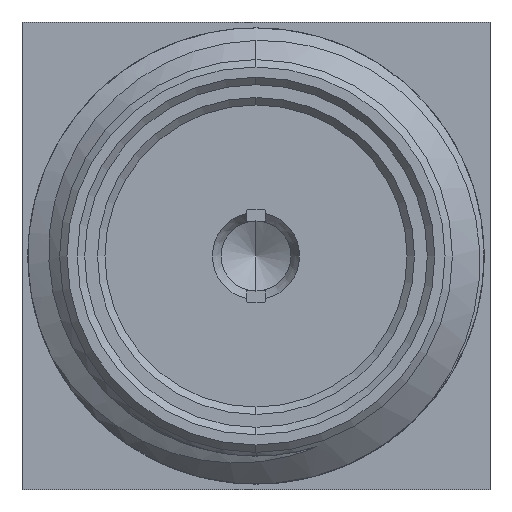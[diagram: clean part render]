
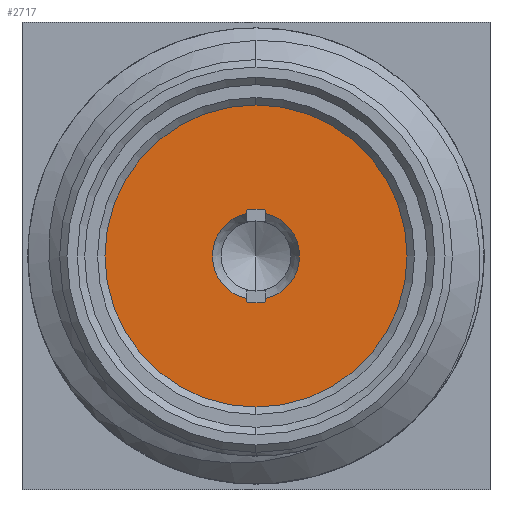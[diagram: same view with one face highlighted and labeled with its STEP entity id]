
A CAD part, left-side view. The second image highlights one B-rep face of the part: STEP entity #2717.
In plain terms, the highlighted planar face has unit normal (-1, 0, 0).
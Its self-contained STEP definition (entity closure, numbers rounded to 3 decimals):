
#47=CARTESIAN_POINT('',(2.03,3.281,-3.28));
#48=DIRECTION('',(-1.,0.,0.));
#49=DIRECTION('',(0.,0.,-1.));
#50=AXIS2_PLACEMENT_3D('',#47,#48,#49);
#56=CARTESIAN_POINT('',(2.03,3.281,-3.28));
#57=DIRECTION('',(1.,0.,0.));
#58=DIRECTION('',(0.,0.197,0.98));
#59=AXIS2_PLACEMENT_3D('',#56,#57,#58);
#61=DIRECTION('',(0.,0.,-1.));
#62=VECTOR('',#61,0.045);
#63=CARTESIAN_POINT('',(2.03,3.406,-2.658));
#64=LINE('',#63,#62);
#65=DIRECTION('',(0.,0.,-1.));
#66=VECTOR('',#65,0.045);
#67=CARTESIAN_POINT('',(2.03,3.406,-3.858));
#68=LINE('',#67,#66);
#69=CARTESIAN_POINT('',(2.03,3.281,-3.28));
#70=DIRECTION('',(1.,0.,0.));
#71=DIRECTION('',(0.,-0.197,-0.98));
#72=AXIS2_PLACEMENT_3D('',#69,#70,#71);
#74=DIRECTION('',(0.,0.,-1.));
#75=VECTOR('',#74,0.045);
#76=CARTESIAN_POINT('',(2.03,3.156,-3.858));
#77=LINE('',#76,#75);
#78=DIRECTION('',(0.,0.,-1.));
#79=VECTOR('',#78,0.045);
#80=CARTESIAN_POINT('',(2.03,3.156,-2.658));
#81=LINE('',#80,#79);
#82=CARTESIAN_POINT('',(2.03,3.281,-3.28));
#83=DIRECTION('',(-1.,0.,0.));
#84=DIRECTION('',(0.,0.,1.));
#85=AXIS2_PLACEMENT_3D('',#82,#83,#84);
#112=CARTESIAN_POINT('',(2.03,3.156,-3.858));
#124=CARTESIAN_POINT('',(2.03,3.156,-2.703));
#126=CARTESIAN_POINT('',(2.03,3.281,-3.28));
#127=DIRECTION('',(-1.,0.,0.));
#128=DIRECTION('',(0.,-0.212,-0.977));
#129=AXIS2_PLACEMENT_3D('',#126,#127,#128);
#152=CARTESIAN_POINT('',(2.03,3.406,-2.703));
#164=CARTESIAN_POINT('',(2.03,3.406,-3.858));
#166=CARTESIAN_POINT('',(2.03,3.281,-3.28));
#167=DIRECTION('',(1.,0.,0.));
#168=DIRECTION('',(0.,0.212,-0.977));
#169=AXIS2_PLACEMENT_3D('',#166,#167,#168);
#2534=CARTESIAN_POINT('',(2.03,3.281,-5.33));
#2535=CARTESIAN_POINT('',(2.03,3.281,-1.23));
#2536=VERTEX_POINT('',#2534);
#2537=VERTEX_POINT('',#2535);
#2576=VERTEX_POINT('',#112);
#2577=VERTEX_POINT('',#124);
#2578=VERTEX_POINT('',#152);
#2579=VERTEX_POINT('',#164);
#2588=CARTESIAN_POINT('',(2.03,3.156,-2.658));
#2589=VERTEX_POINT('',#2588);
#2590=CARTESIAN_POINT('',(2.03,3.406,-2.658));
#2591=VERTEX_POINT('',#2590);
#2596=CARTESIAN_POINT('',(2.03,3.156,-3.903));
#2597=VERTEX_POINT('',#2596);
#2598=CARTESIAN_POINT('',(2.03,3.406,-3.903));
#2599=VERTEX_POINT('',#2598);
#2689=CARTESIAN_POINT('',(2.03,3.281,-3.28));
#2690=DIRECTION('',(-1.,0.,0.));
#2691=DIRECTION('',(0.,1.,0.));
#2692=AXIS2_PLACEMENT_3D('',#2689,#2690,#2691);
#2693=PLANE('',#2692);
#2694=ORIENTED_EDGE('',*,*,#2679,.F.);
#2696=ORIENTED_EDGE('',*,*,#2695,.F.);
#2697=EDGE_LOOP('',(#2694,#2696));
#2698=FACE_OUTER_BOUND('',#2697,.F.);
#2700=ORIENTED_EDGE('',*,*,#2699,.F.);
#2702=ORIENTED_EDGE('',*,*,#2701,.T.);
#2704=ORIENTED_EDGE('',*,*,#2703,.F.);
#2706=ORIENTED_EDGE('',*,*,#2705,.T.);
#2708=ORIENTED_EDGE('',*,*,#2707,.F.);
#2710=ORIENTED_EDGE('',*,*,#2709,.F.);
#2712=ORIENTED_EDGE('',*,*,#2711,.T.);
#2714=ORIENTED_EDGE('',*,*,#2713,.F.);
#2715=EDGE_LOOP('',(#2700,#2702,#2704,#2706,#2708,#2710,#2712,#2714));
#2716=FACE_BOUND('',#2715,.F.);
#2717=ADVANCED_FACE('',(#2698,#2716),#2693,.T.);
#51=CIRCLE('',#50,2.05);
#60=CIRCLE('',#59,0.635);
#73=CIRCLE('',#72,0.635);
#86=CIRCLE('',#85,2.05);
#130=CIRCLE('',#129,0.59);
#170=CIRCLE('',#169,0.59);
#2679=EDGE_CURVE('',#2536,#2537,#51,.T.);
#2695=EDGE_CURVE('',#2537,#2536,#86,.T.);
#2699=EDGE_CURVE('',#2591,#2589,#60,.T.);
#2701=EDGE_CURVE('',#2591,#2578,#64,.T.);
#2703=EDGE_CURVE('',#2579,#2578,#170,.T.);
#2705=EDGE_CURVE('',#2579,#2599,#68,.T.);
#2707=EDGE_CURVE('',#2597,#2599,#73,.T.);
#2709=EDGE_CURVE('',#2576,#2597,#77,.T.);
#2711=EDGE_CURVE('',#2576,#2577,#130,.T.);
#2713=EDGE_CURVE('',#2589,#2577,#81,.T.);
